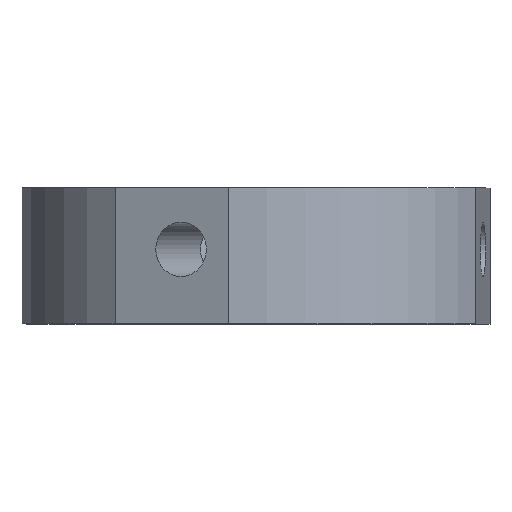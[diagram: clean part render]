
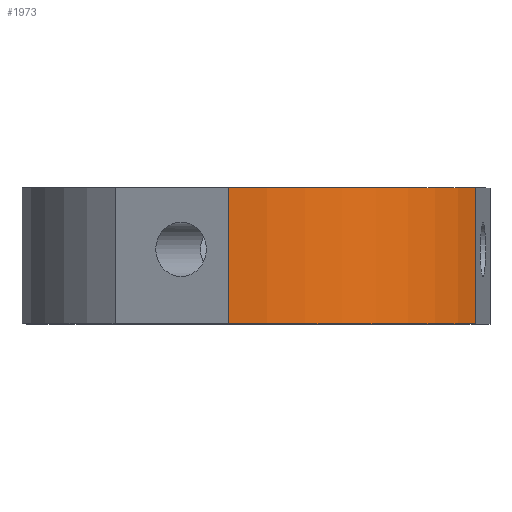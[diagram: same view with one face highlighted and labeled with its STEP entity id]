
A CAD part, top view. The second image highlights one B-rep face of the part: STEP entity #1973.
In plain terms, the highlighted cylindrical face has radius 26.25 mm (diameter 52.5 mm), a partial arc.
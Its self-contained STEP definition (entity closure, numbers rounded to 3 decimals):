
#16=CYLINDRICAL_SURFACE('',#2090,26.25);
#70=FACE_OUTER_BOUND('',#181,.T.);
#181=EDGE_LOOP('',(#1406,#1407,#1408,#1409));
#372=LINE('',#2939,#615);
#373=LINE('',#2942,#616);
#615=VECTOR('',#2333,10.);
#616=VECTOR('',#2336,10.);
#786=CIRCLE('',#2075,26.25);
#800=CIRCLE('',#2091,26.25);
#836=VERTEX_POINT('',#2764);
#837=VERTEX_POINT('',#2766);
#921=VERTEX_POINT('',#2938);
#922=VERTEX_POINT('',#2940);
#1029=EDGE_CURVE('',#836,#837,#786,.T.);
#1115=EDGE_CURVE('',#921,#836,#372,.F.);
#1116=EDGE_CURVE('',#922,#921,#800,.T.);
#1117=EDGE_CURVE('',#837,#922,#373,.T.);
#1406=ORIENTED_EDGE('',*,*,#1115,.F.);
#1407=ORIENTED_EDGE('',*,*,#1116,.F.);
#1408=ORIENTED_EDGE('',*,*,#1117,.F.);
#1409=ORIENTED_EDGE('',*,*,#1029,.F.);
#1973=ADVANCED_FACE('',(#70),#16,.T.);
#2075=AXIS2_PLACEMENT_3D('',#2767,#2229,#2230);
#2090=AXIS2_PLACEMENT_3D('',#2937,#2331,#2332);
#2091=AXIS2_PLACEMENT_3D('',#2941,#2334,#2335);
#2229=DIRECTION('center_axis',(0.,-1.,0.));
#2230=DIRECTION('ref_axis',(-1.,0.,0.));
#2331=DIRECTION('center_axis',(0.,-1.,0.));
#2332=DIRECTION('ref_axis',(-1.,0.,0.));
#2333=DIRECTION('',(0.,1.,0.));
#2334=DIRECTION('center_axis',(0.,1.,0.));
#2335=DIRECTION('ref_axis',(-1.,0.,0.));
#2336=DIRECTION('',(0.,1.,0.));
#2764=CARTESIAN_POINT('',(118.365,28.,-437.08));
#2766=CARTESIAN_POINT('',(91.082,28.,-421.292));
#2767=CARTESIAN_POINT('Origin',(94.209,28.,-447.355));
#2937=CARTESIAN_POINT('Origin',(94.209,43.,-447.355));
#2938=CARTESIAN_POINT('',(118.365,43.,-437.08));
#2939=CARTESIAN_POINT('',(118.365,43.,-437.08));
#2940=CARTESIAN_POINT('',(91.082,43.,-421.292));
#2941=CARTESIAN_POINT('Origin',(94.209,43.,-447.355));
#2942=CARTESIAN_POINT('',(91.082,43.,-421.292));
